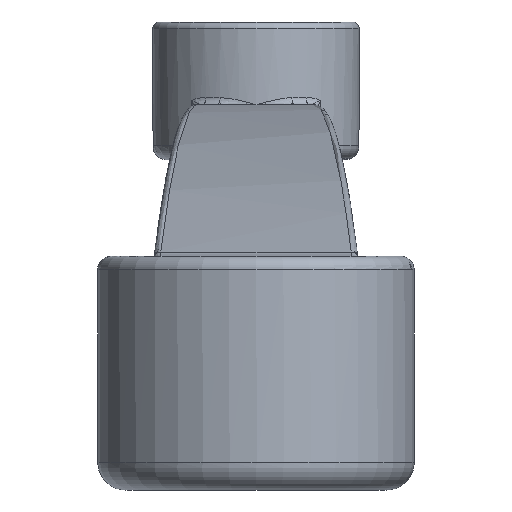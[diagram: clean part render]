
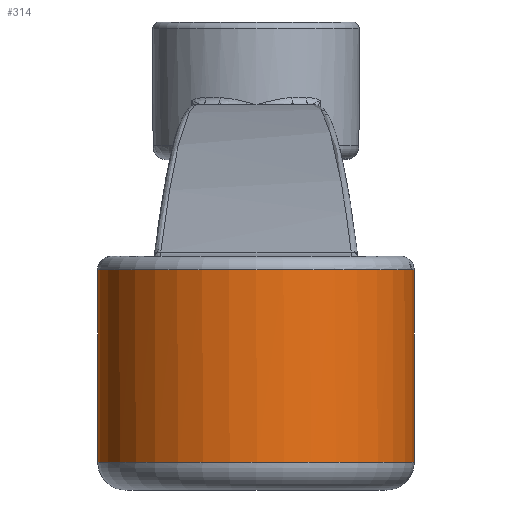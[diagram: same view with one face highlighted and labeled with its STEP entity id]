
A CAD part, left-side view. The second image highlights one B-rep face of the part: STEP entity #314.
In plain terms, the highlighted cylindrical face has radius 11.5 mm (diameter 23 mm), a full revolution.
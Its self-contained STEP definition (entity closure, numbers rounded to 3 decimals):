
#126=FACE_BOUND('',#456,.T.);
#127=FACE_BOUND('',#457,.T.);
#142=CYLINDRICAL_SURFACE('',#1224,11.5);
#211=LINE('',#1744,#264);
#212=LINE('',#1789,#265);
#264=VECTOR('',#1353,1.);
#265=VECTOR('',#1358,1.);
#314=ADVANCED_FACE('',(#126,#127),#142,.T.);
#456=EDGE_LOOP('',(#598));
#457=EDGE_LOOP('',(#599,#600,#601,#602,#603,#604,#605,#606));
#532=CIRCLE('',#1211,11.5);
#536=CIRCLE('',#1221,11.5);
#537=CIRCLE('',#1222,11.5);
#538=CIRCLE('',#1223,11.5);
#598=ORIENTED_EDGE('',*,*,#1021,.T.);
#599=ORIENTED_EDGE('',*,*,#1000,.T.);
#600=ORIENTED_EDGE('',*,*,#1022,.T.);
#601=ORIENTED_EDGE('',*,*,#1023,.T.);
#602=ORIENTED_EDGE('',*,*,#1024,.T.);
#603=ORIENTED_EDGE('',*,*,#1025,.T.);
#604=ORIENTED_EDGE('',*,*,#1026,.T.);
#605=ORIENTED_EDGE('',*,*,#1027,.T.);
#606=ORIENTED_EDGE('',*,*,#1028,.F.);
#895=VERTEX_POINT('',#1593);
#899=VERTEX_POINT('',#1658);
#918=VERTEX_POINT('',#1743);
#919=VERTEX_POINT('',#1745);
#920=VERTEX_POINT('',#1762);
#921=VERTEX_POINT('',#1764);
#922=VERTEX_POINT('',#1769);
#923=VERTEX_POINT('',#1771);
#924=VERTEX_POINT('',#1788);
#1000=EDGE_CURVE('',#895,#899,#532,.T.);
#1021=EDGE_CURVE('',#918,#918,#536,.T.);
#1022=EDGE_CURVE('',#899,#919,#211,.T.);
#1023=EDGE_CURVE('',#919,#920,#1165,.T.);
#1024=EDGE_CURVE('',#920,#921,#537,.T.);
#1025=EDGE_CURVE('',#921,#922,#1166,.T.);
#1026=EDGE_CURVE('',#922,#923,#538,.T.);
#1027=EDGE_CURVE('',#923,#924,#1167,.T.);
#1028=EDGE_CURVE('',#895,#924,#212,.T.);
#1165=B_SPLINE_CURVE_WITH_KNOTS('',3,(#1746,#1747,#1748,#1749,#1750,#1751,
#1752,#1753,#1754,#1755,#1756,#1757,#1758,#1759,#1760,#1761),.UNSPECIFIED.,
.F.,.F.,(4,3,3,3,3,4),(0.,0.117,0.233,0.401,
0.659,1.),.UNSPECIFIED.);
#1166=B_SPLINE_CURVE_WITH_KNOTS('',3,(#1765,#1766,#1767,#1768),.UNSPECIFIED.,
.F.,.F.,(4,4),(0.,1.),.UNSPECIFIED.);
#1167=B_SPLINE_CURVE_WITH_KNOTS('',3,(#1772,#1773,#1774,#1775,#1776,#1777,
#1778,#1779,#1780,#1781,#1782,#1783,#1784,#1785,#1786,#1787),.UNSPECIFIED.,
.F.,.F.,(4,3,3,3,3,4),(0.,0.396,0.602,0.768,
0.888,1.),.UNSPECIFIED.);
#1211=AXIS2_PLACEMENT_3D('',#1659,#1319,#1320);
#1221=AXIS2_PLACEMENT_3D('',#1742,#1351,#1352);
#1222=AXIS2_PLACEMENT_3D('',#1763,#1354,#1355);
#1223=AXIS2_PLACEMENT_3D('',#1770,#1356,#1357);
#1224=AXIS2_PLACEMENT_3D('',#1790,#1359,#1360);
#1319=DIRECTION('',(0.,0.,-1.));
#1320=DIRECTION('',(1.,0.,0.));
#1351=DIRECTION('',(0.,0.,1.));
#1352=DIRECTION('',(1.,0.,0.));
#1353=DIRECTION('',(0.,0.,-1.));
#1354=DIRECTION('',(0.,0.,-1.));
#1355=DIRECTION('',(-1.,0.,0.));
#1356=DIRECTION('',(0.,0.,-1.));
#1357=DIRECTION('',(-1.,0.,0.));
#1358=DIRECTION('',(0.,0.,-1.));
#1359=DIRECTION('',(0.,0.,-1.));
#1360=DIRECTION('',(-1.,0.,0.));
#1593=CARTESIAN_POINT('',(115.845,125.524,-1.));
#1658=CARTESIAN_POINT('',(115.845,140.524,-1.));
#1659=CARTESIAN_POINT('',(107.127,133.024,-1.));
#1742=CARTESIAN_POINT('',(107.127,133.024,-15.));
#1743=CARTESIAN_POINT('',(118.627,133.024,-15.));
#1744=CARTESIAN_POINT('',(115.845,140.524,17.));
#1745=CARTESIAN_POINT('',(115.845,140.524,-4.5));
#1746=CARTESIAN_POINT('',(115.845,140.524,-4.5));
#1747=CARTESIAN_POINT('',(115.845,140.524,-4.584));
#1748=CARTESIAN_POINT('',(115.856,140.512,-4.669));
#1749=CARTESIAN_POINT('',(115.876,140.488,-4.747));
#1750=CARTESIAN_POINT('',(115.896,140.465,-4.824));
#1751=CARTESIAN_POINT('',(115.924,140.431,-4.897));
#1752=CARTESIAN_POINT('',(115.958,140.391,-4.962));
#1753=CARTESIAN_POINT('',(116.007,140.333,-5.055));
#1754=CARTESIAN_POINT('',(116.067,140.26,-5.134));
#1755=CARTESIAN_POINT('',(116.13,140.18,-5.199));
#1756=CARTESIAN_POINT('',(116.226,140.059,-5.298));
#1757=CARTESIAN_POINT('',(116.333,139.919,-5.367));
#1758=CARTESIAN_POINT('',(116.437,139.775,-5.413));
#1759=CARTESIAN_POINT('',(116.576,139.584,-5.475));
#1760=CARTESIAN_POINT('',(116.715,139.38,-5.5));
#1761=CARTESIAN_POINT('',(116.845,139.174,-5.5));
#1762=CARTESIAN_POINT('',(116.845,139.174,-5.5));
#1763=CARTESIAN_POINT('',(107.127,133.024,-5.5));
#1764=CARTESIAN_POINT('',(118.577,134.102,-5.5));
#1765=CARTESIAN_POINT('',(118.577,134.102,-5.5));
#1766=CARTESIAN_POINT('',(118.644,133.387,-5.473));
#1767=CARTESIAN_POINT('',(118.644,132.662,-5.473));
#1768=CARTESIAN_POINT('',(118.577,131.947,-5.5));
#1769=CARTESIAN_POINT('',(118.577,131.947,-5.5));
#1770=CARTESIAN_POINT('',(107.127,133.024,-5.5));
#1771=CARTESIAN_POINT('',(116.845,126.875,-5.5));
#1772=CARTESIAN_POINT('',(116.845,126.875,-5.5));
#1773=CARTESIAN_POINT('',(116.694,126.637,-5.5));
#1774=CARTESIAN_POINT('',(116.531,126.4,-5.467));
#1775=CARTESIAN_POINT('',(116.371,126.184,-5.381));
#1776=CARTESIAN_POINT('',(116.288,126.071,-5.336));
#1777=CARTESIAN_POINT('',(116.204,125.962,-5.275));
#1778=CARTESIAN_POINT('',(116.127,125.865,-5.196));
#1779=CARTESIAN_POINT('',(116.064,125.787,-5.131));
#1780=CARTESIAN_POINT('',(116.005,125.714,-5.053));
#1781=CARTESIAN_POINT('',(115.957,125.657,-4.96));
#1782=CARTESIAN_POINT('',(115.922,125.615,-4.893));
#1783=CARTESIAN_POINT('',(115.893,125.581,-4.817));
#1784=CARTESIAN_POINT('',(115.873,125.557,-4.736));
#1785=CARTESIAN_POINT('',(115.855,125.536,-4.661));
#1786=CARTESIAN_POINT('',(115.845,125.524,-4.58));
#1787=CARTESIAN_POINT('',(115.845,125.524,-4.5));
#1788=CARTESIAN_POINT('',(115.845,125.524,-4.5));
#1789=CARTESIAN_POINT('',(115.845,125.524,-4.5));
#1790=CARTESIAN_POINT('',(107.127,133.024,0.));
